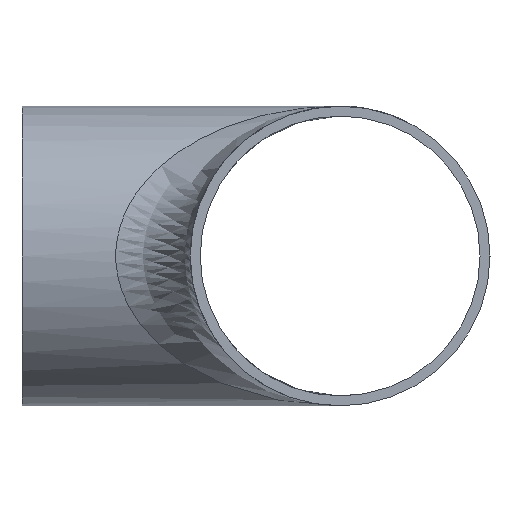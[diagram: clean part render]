
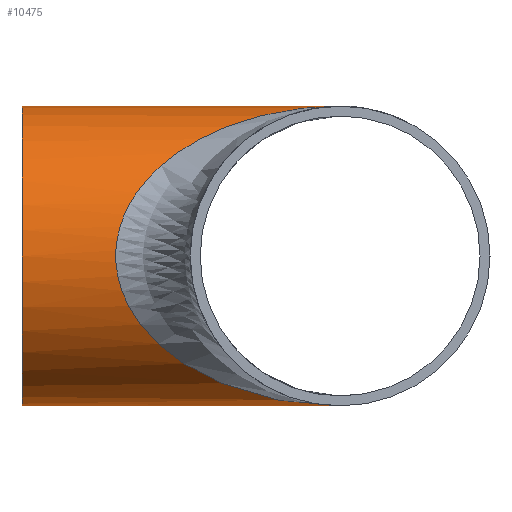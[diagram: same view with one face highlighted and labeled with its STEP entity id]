
A CAD part, left-side view. The second image highlights one B-rep face of the part: STEP entity #10475.
In plain terms, the highlighted cylindrical face has radius 30.15 mm (diameter 60.3 mm), a full revolution.
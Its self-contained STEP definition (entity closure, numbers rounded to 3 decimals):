
#232 = ORIENTED_EDGE ( 'NONE', *, *, #4472, .T. ) ;
#317 = CARTESIAN_POINT ( 'NONE',  ( 0.242, 0.362, 30.149 ) ) ;
#452 = CARTESIAN_POINT ( 'NONE',  ( 0.242, 0.362, -30.149 ) ) ;
#780 = AXIS2_PLACEMENT_3D ( 'NONE', #7292, #16887, #15300 ) ;
#811 = DIRECTION ( 'NONE',  ( 0., -1., 0. ) ) ;
#1022 = VERTEX_POINT ( 'NONE', #1926 ) ;
#1641 = EDGE_LOOP ( 'NONE', ( #10756, #232, #16258, #12844 ) ) ;
#1735 =( BOUNDED_CURVE ( )  B_SPLINE_CURVE ( 3, ( #3760, #7061, #16461, #6920 ),
 .UNSPECIFIED., .F., .F. ) 
 B_SPLINE_CURVE_WITH_KNOTS ( ( 4, 4 ),
 ( 1.579, 4.704 ),
 .UNSPECIFIED. ) 
 CURVE ( )  GEOMETRIC_REPRESENTATION_ITEM ( )  RATIONAL_B_SPLINE_CURVE ( ( 1., 0.339, 0.339, 1. ) ) 
 REPRESENTATION_ITEM ( '' )  );
#1759 = CARTESIAN_POINT ( 'NONE',  ( 0., 0.362, 0. ) ) ;
#1926 = CARTESIAN_POINT ( 'NONE',  ( -0.242, 0.362, 30.149 ) ) ;
#2159 = CIRCLE ( 'NONE', #12280, 30.15 ) ;
#2804 = CYLINDRICAL_SURFACE ( 'NONE', #4109, 30.15 ) ;
#3066 = CARTESIAN_POINT ( 'NONE',  ( 0.242, 0.362, -30.149 ) ) ;
#3727 = CARTESIAN_POINT ( 'NONE',  ( 0., 64., 0. ) ) ;
#3760 = CARTESIAN_POINT ( 'NONE',  ( -0.242, 0.362, -30.149 ) ) ;
#4109 = AXIS2_PLACEMENT_3D ( 'NONE', #11568, #811, #15301 ) ;
#4472 = EDGE_CURVE ( 'NONE', #18464, #5275, #16348, .T. ) ;
#4486 = CIRCLE ( 'NONE', #10144, 30.15 ) ;
#5275 = VERTEX_POINT ( 'NONE', #3066 ) ;
#5404 = CARTESIAN_POINT ( 'NONE',  ( 0.242, 0.362, 30.149 ) ) ;
#5900 = EDGE_CURVE ( 'NONE', #18952, #18952, #2159, .T. ) ;
#5946 = EDGE_CURVE ( 'NONE', #1022, #18464, #11897, .T. ) ;
#6361 = CARTESIAN_POINT ( 'NONE',  ( 0., 64., -30.15 ) ) ;
#6920 = CARTESIAN_POINT ( 'NONE',  ( -0.242, 0.362, 30.149 ) ) ;
#7061 = CARTESIAN_POINT ( 'NONE',  ( -59.587, 89.232, -29.673 ) ) ;
#7292 = CARTESIAN_POINT ( 'NONE',  ( 0., 0.362, 0. ) ) ;
#8555 = DIRECTION ( 'NONE',  ( 0., 0., -1. ) ) ;
#10054 = FACE_OUTER_BOUND ( 'NONE', #1641, .T. ) ;
#10079 = CARTESIAN_POINT ( 'NONE',  ( 59.587, 89.232, -29.673 ) ) ;
#10144 = AXIS2_PLACEMENT_3D ( 'NONE', #1759, #17778, #19328 ) ;
#10305 = DIRECTION ( 'NONE',  ( 0., -1., 0. ) ) ;
#10475 = ADVANCED_FACE ( 'NONE', ( #20008, #10054 ), #2804, .T. ) ;
#10756 = ORIENTED_EDGE ( 'NONE', *, *, #5946, .T. ) ;
#11495 = EDGE_LOOP ( 'NONE', ( #14327 ) ) ;
#11568 = CARTESIAN_POINT ( 'NONE',  ( 0., 0., 0. ) ) ;
#11897 = CIRCLE ( 'NONE', #780, 30.15 ) ;
#12280 = AXIS2_PLACEMENT_3D ( 'NONE', #3727, #10305, #8555 ) ;
#12844 = ORIENTED_EDGE ( 'NONE', *, *, #17527, .T. ) ;
#14327 = ORIENTED_EDGE ( 'NONE', *, *, #5900, .T. ) ;
#15300 = DIRECTION ( 'NONE',  ( 0., 0., 1. ) ) ;
#15301 = DIRECTION ( 'NONE',  ( 0., 0., -1. ) ) ;
#16258 = ORIENTED_EDGE ( 'NONE', *, *, #20588, .T. ) ;
#16348 =( BOUNDED_CURVE ( )  B_SPLINE_CURVE ( 3, ( #317, #19479, #10079, #452 ),
 .UNSPECIFIED., .F., .F. ) 
 B_SPLINE_CURVE_WITH_KNOTS ( ( 4, 4 ),
 ( 1.579, 4.704 ),
 .UNSPECIFIED. ) 
 CURVE ( )  GEOMETRIC_REPRESENTATION_ITEM ( )  RATIONAL_B_SPLINE_CURVE ( ( 1., 0.339, 0.339, 1. ) ) 
 REPRESENTATION_ITEM ( '' )  );
#16461 = CARTESIAN_POINT ( 'NONE',  ( -59.587, 89.232, 29.673 ) ) ;
#16887 = DIRECTION ( 'NONE',  ( 0., 1., 0. ) ) ;
#17527 = EDGE_CURVE ( 'NONE', #17554, #1022, #1735, .T. ) ;
#17554 = VERTEX_POINT ( 'NONE', #18135 ) ;
#17778 = DIRECTION ( 'NONE',  ( 0., 1., 0. ) ) ;
#18135 = CARTESIAN_POINT ( 'NONE',  ( -0.242, 0.362, -30.149 ) ) ;
#18464 = VERTEX_POINT ( 'NONE', #5404 ) ;
#18952 = VERTEX_POINT ( 'NONE', #6361 ) ;
#19328 = DIRECTION ( 'NONE',  ( 0., 0., 1. ) ) ;
#19479 = CARTESIAN_POINT ( 'NONE',  ( 59.587, 89.232, 29.673 ) ) ;
#20008 = FACE_OUTER_BOUND ( 'NONE', #11495, .T. ) ;
#20588 = EDGE_CURVE ( 'NONE', #5275, #17554, #4486, .T. ) ;
